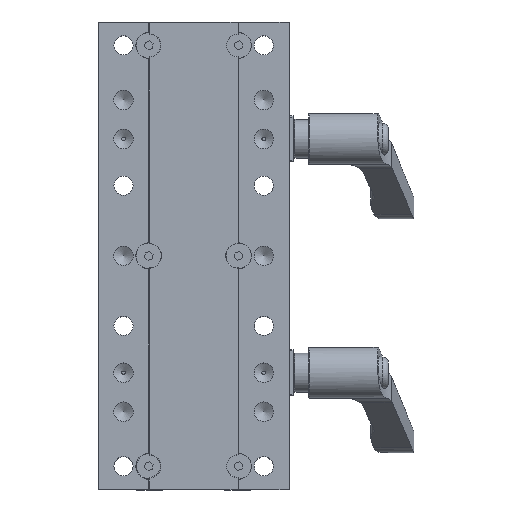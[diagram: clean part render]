
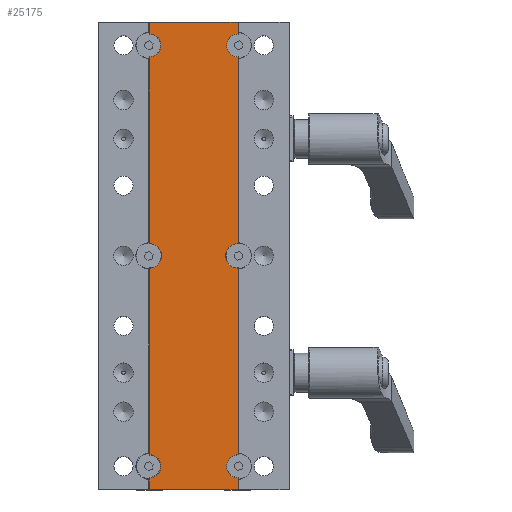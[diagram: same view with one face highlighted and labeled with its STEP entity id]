
A CAD part, top view. The second image highlights one B-rep face of the part: STEP entity #25175.
In plain terms, the highlighted planar face has unit normal (0, 0, 1).
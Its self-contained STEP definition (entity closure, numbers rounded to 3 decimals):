
#822=CIRCLE('',#26421,3.15);
#823=CIRCLE('',#26422,2.95);
#824=CIRCLE('',#26423,2.95);
#825=CIRCLE('',#26424,3.15);
#826=CIRCLE('',#26425,2.95);
#827=CIRCLE('',#26426,2.95);
#5335=ORIENTED_EDGE('',*,*,#8659,.F.);
#5336=ORIENTED_EDGE('',*,*,#8660,.T.);
#5337=ORIENTED_EDGE('',*,*,#8661,.F.);
#5338=ORIENTED_EDGE('',*,*,#8662,.T.);
#5339=ORIENTED_EDGE('',*,*,#8663,.F.);
#5340=ORIENTED_EDGE('',*,*,#8664,.F.);
#5341=ORIENTED_EDGE('',*,*,#8665,.F.);
#5342=ORIENTED_EDGE('',*,*,#8666,.T.);
#5343=ORIENTED_EDGE('',*,*,#8667,.F.);
#5344=ORIENTED_EDGE('',*,*,#8668,.T.);
#5345=ORIENTED_EDGE('',*,*,#8669,.F.);
#5346=ORIENTED_EDGE('',*,*,#8670,.F.);
#5347=ORIENTED_EDGE('',*,*,#8671,.T.);
#5348=ORIENTED_EDGE('',*,*,#7228,.T.);
#5349=ORIENTED_EDGE('',*,*,#8672,.T.);
#5350=ORIENTED_EDGE('',*,*,#8673,.F.);
#7228=EDGE_CURVE('',#9702,#9701,#11368,.T.);
#8659=EDGE_CURVE('',#10626,#10627,#12502,.T.);
#8660=EDGE_CURVE('',#10626,#10628,#822,.F.);
#8661=EDGE_CURVE('',#10629,#10628,#12503,.T.);
#8662=EDGE_CURVE('',#10629,#10630,#823,.F.);
#8663=EDGE_CURVE('',#10631,#10630,#12504,.T.);
#8664=EDGE_CURVE('',#10632,#10631,#12505,.T.);
#8665=EDGE_CURVE('',#10633,#10632,#12506,.T.);
#8666=EDGE_CURVE('',#10633,#10634,#824,.F.);
#8667=EDGE_CURVE('',#10635,#10634,#12507,.T.);
#8668=EDGE_CURVE('',#10635,#10636,#825,.F.);
#8669=EDGE_CURVE('',#10637,#10636,#12508,.T.);
#8670=EDGE_CURVE('',#10638,#10637,#826,.T.);
#8671=EDGE_CURVE('',#10638,#9702,#12509,.T.);
#8672=EDGE_CURVE('',#9701,#10639,#12510,.T.);
#8673=EDGE_CURVE('',#10627,#10639,#827,.T.);
#9701=VERTEX_POINT('',#34281);
#9702=VERTEX_POINT('',#34283);
#10626=VERTEX_POINT('',#44660);
#10627=VERTEX_POINT('',#44661);
#10628=VERTEX_POINT('',#44663);
#10629=VERTEX_POINT('',#44665);
#10630=VERTEX_POINT('',#44667);
#10631=VERTEX_POINT('',#44669);
#10632=VERTEX_POINT('',#44671);
#10633=VERTEX_POINT('',#44673);
#10634=VERTEX_POINT('',#44675);
#10635=VERTEX_POINT('',#44677);
#10636=VERTEX_POINT('',#44679);
#10637=VERTEX_POINT('',#44681);
#10638=VERTEX_POINT('',#44683);
#10639=VERTEX_POINT('',#44686);
#11368=LINE('',#34282,#13211);
#12502=LINE('',#44659,#14345);
#12503=LINE('',#44664,#14346);
#12504=LINE('',#44668,#14347);
#12505=LINE('',#44670,#14348);
#12506=LINE('',#44672,#14349);
#12507=LINE('',#44676,#14350);
#12508=LINE('',#44680,#14351);
#12509=LINE('',#44684,#14352);
#12510=LINE('',#44685,#14353);
#13211=VECTOR('',#28044,1000.);
#14345=VECTOR('',#30384,1000.);
#14346=VECTOR('',#30387,1000.);
#14347=VECTOR('',#30390,1000.);
#14348=VECTOR('',#30391,1000.);
#14349=VECTOR('',#30392,1000.);
#14350=VECTOR('',#30395,1000.);
#14351=VECTOR('',#30398,1000.);
#14352=VECTOR('',#30401,1000.);
#14353=VECTOR('',#30402,1000.);
#15453=EDGE_LOOP('',(#5335,#5336,#5337,#5338,#5339,#5340,#5341,#5342,#5343,
#5344,#5345,#5346,#5347,#5348,#5349,#5350));
#16622=FACE_BOUND('',#15453,.T.);
#17429=PLANE('',#26420);
#25175=ADVANCED_FACE('',(#16622),#17429,.T.);
#26420=AXIS2_PLACEMENT_3D('',#44658,#30382,#30383);
#26421=AXIS2_PLACEMENT_3D('',#44662,#30385,#30386);
#26422=AXIS2_PLACEMENT_3D('',#44666,#30388,#30389);
#26423=AXIS2_PLACEMENT_3D('',#44674,#30393,#30394);
#26424=AXIS2_PLACEMENT_3D('',#44678,#30396,#30397);
#26425=AXIS2_PLACEMENT_3D('',#44682,#30399,#30400);
#26426=AXIS2_PLACEMENT_3D('',#44687,#30403,#30404);
#28044=DIRECTION('',(1.,0.,0.));
#30382=DIRECTION('',(0.,0.,1.));
#30383=DIRECTION('',(0.,1.,0.));
#30384=DIRECTION('',(0.,-1.,0.));
#30385=DIRECTION('',(0.,0.,1.));
#30386=DIRECTION('',(0.,1.,0.));
#30387=DIRECTION('',(0.,-1.,0.));
#30388=DIRECTION('',(0.,0.,1.));
#30389=DIRECTION('',(0.,1.,0.));
#30390=DIRECTION('',(0.,-1.,0.));
#30391=DIRECTION('',(1.,0.,0.));
#30392=DIRECTION('',(0.,1.,0.));
#30393=DIRECTION('',(0.,0.,1.));
#30394=DIRECTION('',(0.,1.,0.));
#30395=DIRECTION('',(0.,1.,0.));
#30396=DIRECTION('',(0.,0.,1.));
#30397=DIRECTION('',(0.,1.,0.));
#30398=DIRECTION('',(0.,1.,0.));
#30399=DIRECTION('',(0.,0.,1.));
#30400=DIRECTION('',(0.,1.,0.));
#30401=DIRECTION('',(0.,-1.,0.));
#30402=DIRECTION('',(0.,1.,0.));
#30403=DIRECTION('',(0.,0.,1.));
#30404=DIRECTION('',(0.,1.,0.));
#34281=CARTESIAN_POINT('',(11.4,0.,37.));
#34282=CARTESIAN_POINT('',(-10.025,0.,37.));
#34283=CARTESIAN_POINT('',(-11.4,0.,37.));
#44658=CARTESIAN_POINT('',(-24.5,120.,37.));
#44659=CARTESIAN_POINT('',(11.4,68.5,37.));
#44660=CARTESIAN_POINT('',(11.4,56.85,37.));
#44661=CARTESIAN_POINT('',(11.4,8.95,37.));
#44662=CARTESIAN_POINT('',(11.4,60.,37.));
#44663=CARTESIAN_POINT('',(11.4,63.15,37.));
#44664=CARTESIAN_POINT('',(11.4,68.5,37.));
#44665=CARTESIAN_POINT('',(11.4,111.05,37.));
#44666=CARTESIAN_POINT('',(11.4,114.,37.));
#44667=CARTESIAN_POINT('',(11.4,116.95,37.));
#44668=CARTESIAN_POINT('',(11.4,68.5,37.));
#44669=CARTESIAN_POINT('',(11.4,120.,37.));
#44670=CARTESIAN_POINT('',(-24.5,120.,37.));
#44671=CARTESIAN_POINT('',(-11.4,120.,37.));
#44672=CARTESIAN_POINT('',(-11.4,120.,37.));
#44673=CARTESIAN_POINT('',(-11.4,116.95,37.));
#44674=CARTESIAN_POINT('',(-11.4,114.,37.));
#44675=CARTESIAN_POINT('',(-11.4,111.05,37.));
#44676=CARTESIAN_POINT('',(-11.4,120.,37.));
#44677=CARTESIAN_POINT('',(-11.4,63.15,37.));
#44678=CARTESIAN_POINT('',(-11.4,60.,37.));
#44679=CARTESIAN_POINT('',(-11.4,56.85,37.));
#44680=CARTESIAN_POINT('',(-11.4,120.,37.));
#44681=CARTESIAN_POINT('',(-11.4,8.95,37.));
#44682=CARTESIAN_POINT('',(-11.4,6.,37.));
#44683=CARTESIAN_POINT('',(-11.4,3.05,37.));
#44684=CARTESIAN_POINT('',(-11.4,-60.,37.));
#44685=CARTESIAN_POINT('',(11.4,120.,37.));
#44686=CARTESIAN_POINT('',(11.4,3.05,37.));
#44687=CARTESIAN_POINT('',(11.4,6.,37.));
